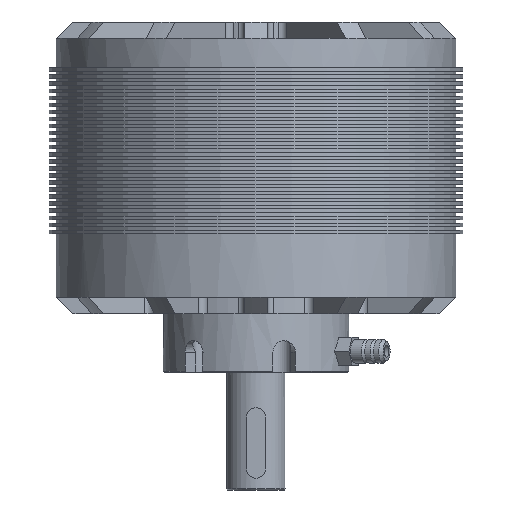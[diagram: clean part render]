
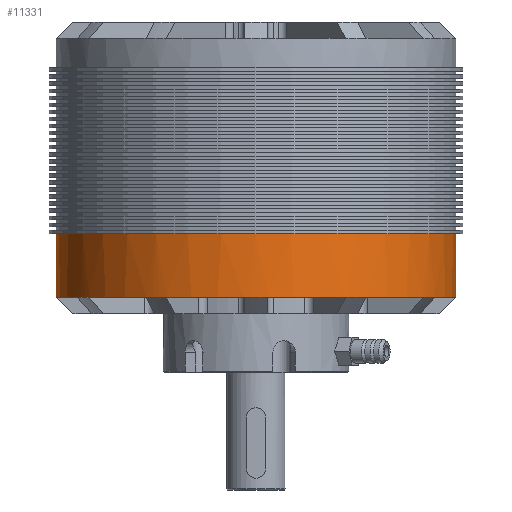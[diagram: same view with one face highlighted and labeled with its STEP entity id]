
A CAD part, front view. The second image highlights one B-rep face of the part: STEP entity #11331.
In plain terms, the highlighted cylindrical face has radius 85 mm (diameter 170 mm), a full revolution.
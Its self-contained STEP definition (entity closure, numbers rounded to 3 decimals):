
#1480=CIRCLE('',#12104,85.);
#1481=CIRCLE('',#12105,85.);
#1482=CIRCLE('',#12106,85.);
#1483=CIRCLE('',#12107,85.);
#1484=CIRCLE('',#12108,85.);
#1485=CIRCLE('',#12109,85.);
#1486=CIRCLE('',#12110,85.);
#1487=CIRCLE('',#12111,85.);
#1488=CIRCLE('',#12112,85.);
#1489=CIRCLE('',#12113,85.);
#1490=CIRCLE('',#12114,85.);
#1491=CIRCLE('',#12115,85.);
#1492=CIRCLE('',#12116,85.);
#1493=CIRCLE('',#12117,85.);
#1494=CIRCLE('',#12118,85.);
#1495=CIRCLE('',#12119,85.);
#1496=CIRCLE('',#12120,85.);
#1497=CIRCLE('',#12121,85.);
#1498=CIRCLE('',#12122,85.);
#1499=CIRCLE('',#12123,85.);
#1500=CIRCLE('',#12124,85.);
#1501=CIRCLE('',#12125,85.);
#1502=CIRCLE('',#12126,85.);
#1503=CIRCLE('',#12127,85.);
#1504=CIRCLE('',#12128,85.);
#2299=ORIENTED_EDGE('',*,*,#4506,.F.);
#2300=ORIENTED_EDGE('',*,*,#4507,.T.);
#2301=ORIENTED_EDGE('',*,*,#4508,.F.);
#2302=ORIENTED_EDGE('',*,*,#4509,.T.);
#2303=ORIENTED_EDGE('',*,*,#4510,.F.);
#2304=ORIENTED_EDGE('',*,*,#4511,.T.);
#2305=ORIENTED_EDGE('',*,*,#4512,.F.);
#2306=ORIENTED_EDGE('',*,*,#4513,.T.);
#2307=ORIENTED_EDGE('',*,*,#4514,.F.);
#2308=ORIENTED_EDGE('',*,*,#4515,.T.);
#2309=ORIENTED_EDGE('',*,*,#4516,.F.);
#2310=ORIENTED_EDGE('',*,*,#4517,.T.);
#2311=ORIENTED_EDGE('',*,*,#4518,.F.);
#2312=ORIENTED_EDGE('',*,*,#4519,.T.);
#2313=ORIENTED_EDGE('',*,*,#4520,.F.);
#2314=ORIENTED_EDGE('',*,*,#4521,.T.);
#2315=ORIENTED_EDGE('',*,*,#4522,.F.);
#2316=ORIENTED_EDGE('',*,*,#4523,.T.);
#2317=ORIENTED_EDGE('',*,*,#4524,.F.);
#2318=ORIENTED_EDGE('',*,*,#4525,.T.);
#2319=ORIENTED_EDGE('',*,*,#4526,.F.);
#2320=ORIENTED_EDGE('',*,*,#4527,.T.);
#2321=ORIENTED_EDGE('',*,*,#4528,.F.);
#2322=ORIENTED_EDGE('',*,*,#4529,.T.);
#2323=ORIENTED_EDGE('',*,*,#4530,.F.);
#4506=EDGE_CURVE('',#5585,#5585,#1480,.F.);
#4507=EDGE_CURVE('',#5237,#5586,#1481,.F.);
#4508=EDGE_CURVE('',#5369,#5586,#1482,.T.);
#4509=EDGE_CURVE('',#5369,#5587,#1483,.F.);
#4510=EDGE_CURVE('',#5357,#5587,#1484,.T.);
#4511=EDGE_CURVE('',#5357,#5588,#1485,.F.);
#4512=EDGE_CURVE('',#5345,#5588,#1486,.T.);
#4513=EDGE_CURVE('',#5345,#5589,#1487,.F.);
#4514=EDGE_CURVE('',#5333,#5589,#1488,.T.);
#4515=EDGE_CURVE('',#5333,#5590,#1489,.F.);
#4516=EDGE_CURVE('',#5321,#5590,#1490,.T.);
#4517=EDGE_CURVE('',#5321,#5591,#1491,.F.);
#4518=EDGE_CURVE('',#5309,#5591,#1492,.T.);
#4519=EDGE_CURVE('',#5309,#5592,#1493,.F.);
#4520=EDGE_CURVE('',#5297,#5592,#1494,.T.);
#4521=EDGE_CURVE('',#5297,#5593,#1495,.F.);
#4522=EDGE_CURVE('',#5285,#5593,#1496,.T.);
#4523=EDGE_CURVE('',#5285,#5594,#1497,.F.);
#4524=EDGE_CURVE('',#5273,#5594,#1498,.T.);
#4525=EDGE_CURVE('',#5273,#5595,#1499,.F.);
#4526=EDGE_CURVE('',#5261,#5595,#1500,.T.);
#4527=EDGE_CURVE('',#5261,#5596,#1501,.F.);
#4528=EDGE_CURVE('',#5249,#5596,#1502,.T.);
#4529=EDGE_CURVE('',#5249,#5597,#1503,.F.);
#4530=EDGE_CURVE('',#5237,#5597,#1504,.T.);
#5237=VERTEX_POINT('',#15748);
#5249=VERTEX_POINT('',#15778);
#5261=VERTEX_POINT('',#15808);
#5273=VERTEX_POINT('',#15838);
#5285=VERTEX_POINT('',#15868);
#5297=VERTEX_POINT('',#15898);
#5309=VERTEX_POINT('',#15928);
#5321=VERTEX_POINT('',#15958);
#5333=VERTEX_POINT('',#15988);
#5345=VERTEX_POINT('',#16018);
#5357=VERTEX_POINT('',#16048);
#5369=VERTEX_POINT('',#16078);
#5585=VERTEX_POINT('',#16629);
#5586=VERTEX_POINT('',#16631);
#5587=VERTEX_POINT('',#16634);
#5588=VERTEX_POINT('',#16637);
#5589=VERTEX_POINT('',#16640);
#5590=VERTEX_POINT('',#16643);
#5591=VERTEX_POINT('',#16646);
#5592=VERTEX_POINT('',#16649);
#5593=VERTEX_POINT('',#16652);
#5594=VERTEX_POINT('',#16655);
#5595=VERTEX_POINT('',#16658);
#5596=VERTEX_POINT('',#16661);
#5597=VERTEX_POINT('',#16664);
#6103=EDGE_LOOP('',(#2299));
#6104=EDGE_LOOP('',(#2300,#2301,#2302,#2303,#2304,#2305,#2306,#2307,#2308,
#2309,#2310,#2311,#2312,#2313,#2314,#2315,#2316,#2317,#2318,#2319,#2320,
#2321,#2322,#2323));
#6803=FACE_BOUND('',#6103,.T.);
#6804=FACE_BOUND('',#6104,.T.);
#7424=CYLINDRICAL_SURFACE('',#12103,85.);
#11331=ADVANCED_FACE('',(#6803,#6804),#7424,.T.);
#12103=AXIS2_PLACEMENT_3D('',#16627,#13722,#13723);
#12104=AXIS2_PLACEMENT_3D('',#16628,#13724,#13725);
#12105=AXIS2_PLACEMENT_3D('',#16630,#13726,#13727);
#12106=AXIS2_PLACEMENT_3D('',#16632,#13728,#13729);
#12107=AXIS2_PLACEMENT_3D('',#16633,#13730,#13731);
#12108=AXIS2_PLACEMENT_3D('',#16635,#13732,#13733);
#12109=AXIS2_PLACEMENT_3D('',#16636,#13734,#13735);
#12110=AXIS2_PLACEMENT_3D('',#16638,#13736,#13737);
#12111=AXIS2_PLACEMENT_3D('',#16639,#13738,#13739);
#12112=AXIS2_PLACEMENT_3D('',#16641,#13740,#13741);
#12113=AXIS2_PLACEMENT_3D('',#16642,#13742,#13743);
#12114=AXIS2_PLACEMENT_3D('',#16644,#13744,#13745);
#12115=AXIS2_PLACEMENT_3D('',#16645,#13746,#13747);
#12116=AXIS2_PLACEMENT_3D('',#16647,#13748,#13749);
#12117=AXIS2_PLACEMENT_3D('',#16648,#13750,#13751);
#12118=AXIS2_PLACEMENT_3D('',#16650,#13752,#13753);
#12119=AXIS2_PLACEMENT_3D('',#16651,#13754,#13755);
#12120=AXIS2_PLACEMENT_3D('',#16653,#13756,#13757);
#12121=AXIS2_PLACEMENT_3D('',#16654,#13758,#13759);
#12122=AXIS2_PLACEMENT_3D('',#16656,#13760,#13761);
#12123=AXIS2_PLACEMENT_3D('',#16657,#13762,#13763);
#12124=AXIS2_PLACEMENT_3D('',#16659,#13764,#13765);
#12125=AXIS2_PLACEMENT_3D('',#16660,#13766,#13767);
#12126=AXIS2_PLACEMENT_3D('',#16662,#13768,#13769);
#12127=AXIS2_PLACEMENT_3D('',#16663,#13770,#13771);
#12128=AXIS2_PLACEMENT_3D('',#16665,#13772,#13773);
#13722=DIRECTION('',(0.,0.,-1.));
#13723=DIRECTION('',(-1.,0.,0.));
#13724=DIRECTION('',(0.,0.,-1.));
#13725=DIRECTION('',(-1.,0.,0.));
#13726=DIRECTION('',(0.,0.,-1.));
#13727=DIRECTION('',(-1.,0.,0.));
#13728=DIRECTION('',(0.,0.,-1.));
#13729=DIRECTION('',(-0.866,-0.5,0.));
#13730=DIRECTION('',(0.,0.,-1.));
#13731=DIRECTION('',(-1.,0.,0.));
#13732=DIRECTION('',(0.,0.,-1.));
#13733=DIRECTION('',(-0.866,-0.5,0.));
#13734=DIRECTION('',(0.,0.,-1.));
#13735=DIRECTION('',(-1.,0.,0.));
#13736=DIRECTION('',(0.,0.,-1.));
#13737=DIRECTION('',(-0.866,-0.5,0.));
#13738=DIRECTION('',(0.,0.,-1.));
#13739=DIRECTION('',(-1.,0.,0.));
#13740=DIRECTION('',(0.,0.,-1.));
#13741=DIRECTION('',(-0.866,-0.5,0.));
#13742=DIRECTION('',(0.,0.,-1.));
#13743=DIRECTION('',(-1.,0.,0.));
#13744=DIRECTION('',(0.,0.,-1.));
#13745=DIRECTION('',(-0.866,-0.5,0.));
#13746=DIRECTION('',(0.,0.,-1.));
#13747=DIRECTION('',(-1.,0.,0.));
#13748=DIRECTION('',(0.,0.,-1.));
#13749=DIRECTION('',(-0.866,-0.5,0.));
#13750=DIRECTION('',(0.,0.,-1.));
#13751=DIRECTION('',(-1.,0.,0.));
#13752=DIRECTION('',(0.,0.,-1.));
#13753=DIRECTION('',(-0.866,-0.5,0.));
#13754=DIRECTION('',(0.,0.,-1.));
#13755=DIRECTION('',(-1.,0.,0.));
#13756=DIRECTION('',(0.,0.,-1.));
#13757=DIRECTION('',(-0.866,-0.5,0.));
#13758=DIRECTION('',(0.,0.,-1.));
#13759=DIRECTION('',(-1.,0.,0.));
#13760=DIRECTION('',(0.,0.,-1.));
#13761=DIRECTION('',(-0.866,-0.5,0.));
#13762=DIRECTION('',(0.,0.,-1.));
#13763=DIRECTION('',(-1.,0.,0.));
#13764=DIRECTION('',(0.,0.,-1.));
#13765=DIRECTION('',(-0.866,-0.5,0.));
#13766=DIRECTION('',(0.,0.,-1.));
#13767=DIRECTION('',(-1.,0.,0.));
#13768=DIRECTION('',(0.,0.,-1.));
#13769=DIRECTION('',(-0.866,-0.5,0.));
#13770=DIRECTION('',(0.,0.,-1.));
#13771=DIRECTION('',(-1.,0.,0.));
#13772=DIRECTION('',(0.,0.,-1.));
#13773=DIRECTION('',(-0.866,-0.5,0.));
#15748=CARTESIAN_POINT('',(75.985,38.096,-42.5));
#15778=CARTESIAN_POINT('',(84.853,-5.,-42.5));
#15808=CARTESIAN_POINT('',(70.985,-46.757,-42.5));
#15838=CARTESIAN_POINT('',(38.096,-75.985,-42.5));
#15868=CARTESIAN_POINT('',(-5.,-84.853,-42.5));
#15898=CARTESIAN_POINT('',(-46.757,-70.985,-42.5));
#15928=CARTESIAN_POINT('',(-75.985,-38.096,-42.5));
#15958=CARTESIAN_POINT('',(-84.853,5.,-42.5));
#15988=CARTESIAN_POINT('',(-70.985,46.757,-42.5));
#16018=CARTESIAN_POINT('',(-38.096,75.985,-42.5));
#16048=CARTESIAN_POINT('',(5.,84.853,-42.5));
#16078=CARTESIAN_POINT('',(46.757,70.985,-42.5));
#16627=CARTESIAN_POINT('',(0.,0.,62.5));
#16628=CARTESIAN_POINT('',(0.,0.,-15.5));
#16629=CARTESIAN_POINT('',(-85.,0.,-15.5));
#16630=CARTESIAN_POINT('',(0.,0.,-42.5));
#16631=CARTESIAN_POINT('',(70.985,46.757,-42.5));
#16632=CARTESIAN_POINT('',(0.,0.,-42.5));
#16633=CARTESIAN_POINT('',(0.,0.,-42.5));
#16634=CARTESIAN_POINT('',(38.096,75.985,-42.5));
#16635=CARTESIAN_POINT('',(0.,0.,-42.5));
#16636=CARTESIAN_POINT('',(0.,0.,-42.5));
#16637=CARTESIAN_POINT('',(-5.,84.853,-42.5));
#16638=CARTESIAN_POINT('',(0.,0.,-42.5));
#16639=CARTESIAN_POINT('',(0.,0.,-42.5));
#16640=CARTESIAN_POINT('',(-46.757,70.985,-42.5));
#16641=CARTESIAN_POINT('',(0.,0.,-42.5));
#16642=CARTESIAN_POINT('',(0.,0.,-42.5));
#16643=CARTESIAN_POINT('',(-75.985,38.096,-42.5));
#16644=CARTESIAN_POINT('',(0.,0.,-42.5));
#16645=CARTESIAN_POINT('',(0.,0.,-42.5));
#16646=CARTESIAN_POINT('',(-84.853,-5.,-42.5));
#16647=CARTESIAN_POINT('',(0.,0.,-42.5));
#16648=CARTESIAN_POINT('',(0.,0.,-42.5));
#16649=CARTESIAN_POINT('',(-70.985,-46.757,-42.5));
#16650=CARTESIAN_POINT('',(0.,0.,-42.5));
#16651=CARTESIAN_POINT('',(0.,0.,-42.5));
#16652=CARTESIAN_POINT('',(-38.096,-75.985,-42.5));
#16653=CARTESIAN_POINT('',(0.,0.,-42.5));
#16654=CARTESIAN_POINT('',(0.,0.,-42.5));
#16655=CARTESIAN_POINT('',(5.,-84.853,-42.5));
#16656=CARTESIAN_POINT('',(0.,0.,-42.5));
#16657=CARTESIAN_POINT('',(0.,0.,-42.5));
#16658=CARTESIAN_POINT('',(46.757,-70.985,-42.5));
#16659=CARTESIAN_POINT('',(0.,0.,-42.5));
#16660=CARTESIAN_POINT('',(0.,0.,-42.5));
#16661=CARTESIAN_POINT('',(75.985,-38.096,-42.5));
#16662=CARTESIAN_POINT('',(0.,0.,-42.5));
#16663=CARTESIAN_POINT('',(0.,0.,-42.5));
#16664=CARTESIAN_POINT('',(84.853,5.,-42.5));
#16665=CARTESIAN_POINT('',(0.,0.,-42.5));
